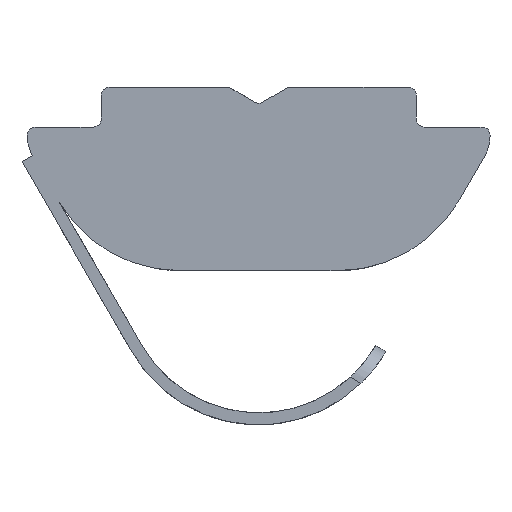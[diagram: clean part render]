
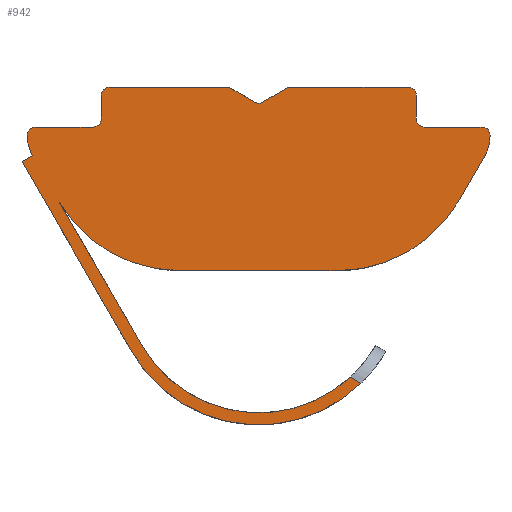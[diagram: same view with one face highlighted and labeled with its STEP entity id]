
A CAD part, front view. The second image highlights one B-rep face of the part: STEP entity #942.
In plain terms, the highlighted planar face has unit normal (0, -1, 0).
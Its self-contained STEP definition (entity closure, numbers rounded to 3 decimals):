
#40=PLANE('',#1033);
#87=FACE_OUTER_BOUND('',#134,.T.);
#134=EDGE_LOOP('',(#845,#846,#847,#848,#849,#850,#851,#852,#853,#854,#855,
#856,#857,#858,#859,#860,#861,#862,#863,#864,#865,#866,#867,#868,#869,#870,
#871,#872,#873));
#141=LINE('',#1386,#222);
#144=LINE('',#1397,#225);
#149=LINE('',#1406,#230);
#152=LINE('',#1414,#233);
#156=LINE('',#1422,#237);
#165=LINE('',#1459,#246);
#169=LINE('',#1471,#250);
#173=LINE('',#1486,#254);
#177=LINE('',#1498,#258);
#181=LINE('',#1510,#262);
#185=LINE('',#1521,#266);
#189=LINE('',#1533,#270);
#193=LINE('',#1540,#274);
#210=LINE('',#1707,#291);
#212=LINE('',#1745,#293);
#215=LINE('',#1754,#296);
#222=VECTOR('',#1066,1.);
#225=VECTOR('',#1077,1.);
#230=VECTOR('',#1084,1.);
#233=VECTOR('',#1093,1.);
#237=VECTOR('',#1099,1.);
#246=VECTOR('',#1130,1.);
#250=VECTOR('',#1142,1.);
#254=VECTOR('',#1160,1.);
#258=VECTOR('',#1172,1.);
#262=VECTOR('',#1184,1.);
#266=VECTOR('',#1196,1.);
#270=VECTOR('',#1208,1.);
#274=VECTOR('',#1214,1.);
#291=VECTOR('',#1265,1.);
#293=VECTOR('',#1279,1.);
#296=VECTOR('',#1292,1.);
#303=CIRCLE('',#959,3.5);
#304=CIRCLE('',#963,0.2);
#306=CIRCLE('',#971,3.5);
#308=CIRCLE('',#974,0.2);
#310=CIRCLE('',#978,0.2);
#312=CIRCLE('',#982,0.2);
#314=CIRCLE('',#985,0.2);
#316=CIRCLE('',#989,0.2);
#318=CIRCLE('',#993,0.2);
#320=CIRCLE('',#997,1.);
#322=CIRCLE('',#1001,1.);
#328=CIRCLE('',#1018,3.677);
#331=CIRCLE('',#1029,3.377);
#373=VERTEX_POINT('',#1382);
#374=VERTEX_POINT('',#1384);
#376=VERTEX_POINT('',#1390);
#377=VERTEX_POINT('',#1394);
#378=VERTEX_POINT('',#1396);
#381=VERTEX_POINT('',#1404);
#382=VERTEX_POINT('',#1408);
#383=VERTEX_POINT('',#1412);
#386=VERTEX_POINT('',#1420);
#389=VERTEX_POINT('',#1434);
#393=VERTEX_POINT('',#1449);
#394=VERTEX_POINT('',#1450);
#397=VERTEX_POINT('',#1458);
#399=VERTEX_POINT('',#1464);
#401=VERTEX_POINT('',#1470);
#403=VERTEX_POINT('',#1479);
#405=VERTEX_POINT('',#1485);
#407=VERTEX_POINT('',#1491);
#409=VERTEX_POINT('',#1497);
#411=VERTEX_POINT('',#1503);
#413=VERTEX_POINT('',#1509);
#415=VERTEX_POINT('',#1515);
#417=VERTEX_POINT('',#1524);
#419=VERTEX_POINT('',#1527);
#422=VERTEX_POINT('',#1538);
#442=VERTEX_POINT('',#1660);
#443=VERTEX_POINT('',#1671);
#447=VERTEX_POINT('',#1696);
#450=VERTEX_POINT('',#1747);
#471=EDGE_CURVE('',#374,#373,#141,.T.);
#474=EDGE_CURVE('',#376,#374,#303,.T.);
#476=EDGE_CURVE('',#377,#378,#144,.T.);
#481=EDGE_CURVE('',#381,#377,#149,.T.);
#483=EDGE_CURVE('',#382,#381,#304,.T.);
#485=EDGE_CURVE('',#383,#382,#152,.T.);
#489=EDGE_CURVE('',#386,#383,#156,.T.);
#495=EDGE_CURVE('',#373,#389,#306,.T.);
#500=EDGE_CURVE('',#393,#394,#308,.T.);
#504=EDGE_CURVE('',#394,#397,#165,.T.);
#507=EDGE_CURVE('',#397,#399,#310,.T.);
#510=EDGE_CURVE('',#399,#401,#169,.T.);
#513=EDGE_CURVE('',#401,#386,#312,.T.);
#515=EDGE_CURVE('',#378,#403,#314,.T.);
#518=EDGE_CURVE('',#403,#405,#173,.T.);
#521=EDGE_CURVE('',#405,#407,#316,.T.);
#524=EDGE_CURVE('',#407,#409,#177,.T.);
#527=EDGE_CURVE('',#409,#411,#318,.T.);
#530=EDGE_CURVE('',#411,#413,#181,.T.);
#533=EDGE_CURVE('',#413,#415,#320,.T.);
#536=EDGE_CURVE('',#415,#376,#185,.T.);
#539=EDGE_CURVE('',#417,#419,#322,.T.);
#542=EDGE_CURVE('',#419,#393,#189,.T.);
#546=EDGE_CURVE('',#417,#422,#193,.T.);
#573=EDGE_CURVE('',#442,#443,#328,.T.);
#580=EDGE_CURVE('',#447,#442,#210,.T.);
#587=EDGE_CURVE('',#443,#422,#212,.T.);
#589=EDGE_CURVE('',#447,#450,#331,.T.);
#591=EDGE_CURVE('',#450,#389,#215,.T.);
#845=ORIENTED_EDGE('',*,*,#546,.T.);
#846=ORIENTED_EDGE('',*,*,#587,.F.);
#847=ORIENTED_EDGE('',*,*,#573,.F.);
#848=ORIENTED_EDGE('',*,*,#580,.F.);
#849=ORIENTED_EDGE('',*,*,#589,.T.);
#850=ORIENTED_EDGE('',*,*,#591,.T.);
#851=ORIENTED_EDGE('',*,*,#495,.F.);
#852=ORIENTED_EDGE('',*,*,#471,.F.);
#853=ORIENTED_EDGE('',*,*,#474,.F.);
#854=ORIENTED_EDGE('',*,*,#536,.F.);
#855=ORIENTED_EDGE('',*,*,#533,.F.);
#856=ORIENTED_EDGE('',*,*,#530,.F.);
#857=ORIENTED_EDGE('',*,*,#527,.F.);
#858=ORIENTED_EDGE('',*,*,#524,.F.);
#859=ORIENTED_EDGE('',*,*,#521,.F.);
#860=ORIENTED_EDGE('',*,*,#518,.F.);
#861=ORIENTED_EDGE('',*,*,#515,.F.);
#862=ORIENTED_EDGE('',*,*,#476,.F.);
#863=ORIENTED_EDGE('',*,*,#481,.F.);
#864=ORIENTED_EDGE('',*,*,#483,.F.);
#865=ORIENTED_EDGE('',*,*,#485,.F.);
#866=ORIENTED_EDGE('',*,*,#489,.F.);
#867=ORIENTED_EDGE('',*,*,#513,.F.);
#868=ORIENTED_EDGE('',*,*,#510,.F.);
#869=ORIENTED_EDGE('',*,*,#507,.F.);
#870=ORIENTED_EDGE('',*,*,#504,.F.);
#871=ORIENTED_EDGE('',*,*,#500,.F.);
#872=ORIENTED_EDGE('',*,*,#542,.F.);
#873=ORIENTED_EDGE('',*,*,#539,.F.);
#942=ADVANCED_FACE('',(#87),#40,.F.);
#959=AXIS2_PLACEMENT_3D('',#1392,#1072,#1073);
#963=AXIS2_PLACEMENT_3D('',#1410,#1088,#1089);
#971=AXIS2_PLACEMENT_3D('',#1435,#1114,#1115);
#974=AXIS2_PLACEMENT_3D('',#1451,#1122,#1123);
#978=AXIS2_PLACEMENT_3D('',#1465,#1135,#1136);
#982=AXIS2_PLACEMENT_3D('',#1476,#1147,#1148);
#985=AXIS2_PLACEMENT_3D('',#1480,#1153,#1154);
#989=AXIS2_PLACEMENT_3D('',#1492,#1165,#1166);
#993=AXIS2_PLACEMENT_3D('',#1504,#1177,#1178);
#997=AXIS2_PLACEMENT_3D('',#1516,#1189,#1190);
#1001=AXIS2_PLACEMENT_3D('',#1528,#1201,#1202);
#1018=AXIS2_PLACEMENT_3D('',#1672,#1254,#1255);
#1029=AXIS2_PLACEMENT_3D('',#1749,#1283,#1284);
#1033=AXIS2_PLACEMENT_3D('',#1755,#1293,#1294);
#1066=DIRECTION('',(-1.,0.,0.));
#1072=DIRECTION('center_axis',(0.,1.,0.));
#1073=DIRECTION('ref_axis',(0.,0.,
-1.));
#1077=DIRECTION('',(1.,0.,0.));
#1084=DIRECTION('',(0.866,0.,0.5));
#1088=DIRECTION('center_axis',(0.,-1.,0.));
#1089=DIRECTION('ref_axis',(0.5,0.,-0.866));
#1093=DIRECTION('',(0.866,0.,-0.5));
#1099=DIRECTION('',(1.,0.,0.));
#1114=DIRECTION('center_axis',(0.,1.,0.));
#1115=DIRECTION('ref_axis',(-0.866,0.,-0.5));
#1122=DIRECTION('center_axis',(0.,1.,0.));
#1123=DIRECTION('ref_axis',(0.,0.,
1.));
#1130=DIRECTION('',(1.,0.,0.));
#1135=DIRECTION('center_axis',(0.,-1.,0.));
#1136=DIRECTION('ref_axis',(1.,0.,0.));
#1142=DIRECTION('',(0.,0.,1.));
#1147=DIRECTION('center_axis',(0.,1.,0.));
#1148=DIRECTION('ref_axis',(0.,0.,1.));
#1153=DIRECTION('center_axis',(0.,1.,0.));
#1154=DIRECTION('ref_axis',(1.,0.,0.));
#1160=DIRECTION('',(0.,0.,-1.));
#1165=DIRECTION('center_axis',(0.,-1.,0.));
#1166=DIRECTION('ref_axis',(0.,0.,-1.));
#1172=DIRECTION('',(1.,0.,0.));
#1177=DIRECTION('center_axis',(0.,1.,0.));
#1178=DIRECTION('ref_axis',(1.,0.,0.));
#1184=DIRECTION('',(0.,0.,-1.));
#1189=DIRECTION('center_axis',(0.,1.,0.));
#1190=DIRECTION('ref_axis',(0.866,0.,-0.5));
#1196=DIRECTION('',(-0.5,0.,-0.866));
#1201=DIRECTION('center_axis',(0.,1.,0.));
#1202=DIRECTION('ref_axis',(-1.,0.,0.));
#1208=DIRECTION('',(0.,0.,1.));
#1214=DIRECTION('',(-0.866,0.,-0.5));
#1254=DIRECTION('center_axis',(0.,1.,0.));
#1255=DIRECTION('ref_axis',(-1.,0.,0.));
#1265=DIRECTION('',(0.866,0.,-0.5));
#1279=DIRECTION('',(-0.5,0.,0.866));
#1283=DIRECTION('center_axis',(0.,1.,0.));
#1284=DIRECTION('ref_axis',(-1.,0.,0.));
#1292=DIRECTION('',(-0.5,0.,0.866));
#1293=DIRECTION('center_axis',(0.,1.,0.));
#1294=DIRECTION('ref_axis',(0.,0.,1.));
#1382=CARTESIAN_POINT('',(-2.239,-8.,-4.6));
#1384=CARTESIAN_POINT('',(1.739,-8.,-4.6));
#1386=CARTESIAN_POINT('',(-2.239,-8.,-4.6));
#1390=CARTESIAN_POINT('',(4.771,-8.,-2.85));
#1392=CARTESIAN_POINT('Origin',(1.739,-8.,-1.1));
#1394=CARTESIAN_POINT('',(0.5,-8.,0.));
#1396=CARTESIAN_POINT('',(3.5,-8.,0.));
#1397=CARTESIAN_POINT('',(3.5,-8.,0.));
#1404=CARTESIAN_POINT('',(-0.15,-8.,-0.375));
#1406=CARTESIAN_POINT('',(0.5,-8.,0.));
#1408=CARTESIAN_POINT('',(-0.35,-8.,-0.375));
#1410=CARTESIAN_POINT('Origin',(-0.25,-8.,-0.202));
#1412=CARTESIAN_POINT('',(-1.,-8.,0.));
#1414=CARTESIAN_POINT('',(-0.35,-8.,-0.375));
#1420=CARTESIAN_POINT('',(-4.,-8.,0.));
#1422=CARTESIAN_POINT('',(-1.,-8.,0.));
#1434=CARTESIAN_POINT('',(-5.248,-8.,-2.888));
#1435=CARTESIAN_POINT('Origin',(-2.239,-8.,-1.1));
#1449=CARTESIAN_POINT('',(-6.05,-8.,-1.2));
#1450=CARTESIAN_POINT('',(-5.85,-8.,-1.));
#1451=CARTESIAN_POINT('Origin',(-5.85,-8.,-1.2));
#1458=CARTESIAN_POINT('',(-4.4,-8.,-1.));
#1459=CARTESIAN_POINT('',(-4.4,-8.,-1.));
#1464=CARTESIAN_POINT('',(-4.2,-8.,-0.8));
#1465=CARTESIAN_POINT('Origin',(-4.4,-8.,-0.8));
#1470=CARTESIAN_POINT('',(-4.2,-8.,-0.2));
#1471=CARTESIAN_POINT('',(-4.2,-8.,-0.2));
#1476=CARTESIAN_POINT('Origin',(-4.,-8.,-0.2));
#1479=CARTESIAN_POINT('',(3.7,-8.,-0.2));
#1480=CARTESIAN_POINT('Origin',(3.5,-8.,-0.2));
#1485=CARTESIAN_POINT('',(3.7,-8.,-0.8));
#1486=CARTESIAN_POINT('',(3.7,-8.,-0.8));
#1491=CARTESIAN_POINT('',(3.9,-8.,-1.));
#1492=CARTESIAN_POINT('Origin',(3.9,-8.,-0.8));
#1497=CARTESIAN_POINT('',(5.35,-8.,-1.));
#1498=CARTESIAN_POINT('',(5.35,-8.,-1.));
#1503=CARTESIAN_POINT('',(5.55,-8.,-1.2));
#1504=CARTESIAN_POINT('Origin',(5.35,-8.,-1.2));
#1509=CARTESIAN_POINT('',(5.55,-8.,-1.232));
#1510=CARTESIAN_POINT('',(5.55,-8.,-1.232));
#1515=CARTESIAN_POINT('',(5.416,-8.,-1.732));
#1516=CARTESIAN_POINT('Origin',(4.55,-8.,-1.232));
#1521=CARTESIAN_POINT('',(4.771,-8.,-2.85));
#1524=CARTESIAN_POINT('',(-5.925,-8.,-1.716));
#1527=CARTESIAN_POINT('',(-6.05,-8.,-1.232));
#1528=CARTESIAN_POINT('Origin',(-5.05,-8.,-1.232));
#1533=CARTESIAN_POINT('',(-6.05,-8.,-1.2));
#1538=CARTESIAN_POINT('',(-6.185,-8.,-1.866));
#1540=CARTESIAN_POINT('',(-5.925,-8.,-1.716));
#1660=CARTESIAN_POINT('',(2.315,-8.,-7.426));
#1671=CARTESIAN_POINT('',(-3.435,-8.,-6.629));
#1672=CARTESIAN_POINT('Origin',(-0.25,-8.,-4.79));
#1696=CARTESIAN_POINT('',(2.044,-8.,-7.269));
#1707=CARTESIAN_POINT('',(0.42,-8.,-6.332));
#1745=CARTESIAN_POINT('',(-3.435,-8.,-6.629));
#1747=CARTESIAN_POINT('',(-3.175,-8.,-6.479));
#1749=CARTESIAN_POINT('Origin',(-0.25,-8.,-4.79));
#1754=CARTESIAN_POINT('',(-3.175,-8.,-6.479));
#1755=CARTESIAN_POINT('Origin',(-2.129,-8.,-6.092));
